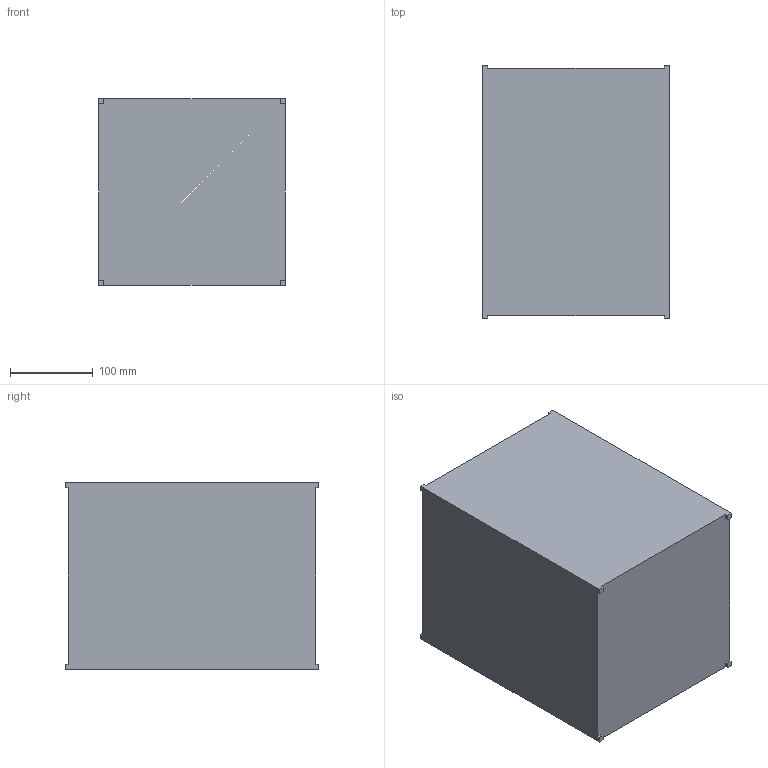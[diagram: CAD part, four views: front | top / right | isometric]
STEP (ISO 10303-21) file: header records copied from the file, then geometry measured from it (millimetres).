
FILE_DESCRIPTION (( 'STEP AP214' ), '1' );
FILE_NAME ('U12cubesat_body.STEP', '2021-11-08T17:06:31', ( '' ), ( '' ), 'SwSTEP 2.0', 'SolidWorks 2021', '' );
FILE_SCHEMA (( 'AUTOMOTIVE_DESIGN' ));
Length unit declared in the file: millimetre
Products named in the file (1): U12cubesat_body
Bounding box: 226.3 x 306.6 x 226.3 mm (x, y, z)
Volume: 15364622.4 mm3; surface area: 374669.8 mm2
Topology: 1 solids, 1 shells, 30 faces, 84 edges, 56 vertices
Faces by surface type: plane 30
Entity records: 982 total; most frequent: CARTESIAN_POINT 171, ORIENTED_EDGE 168, DIRECTION 146, VECTOR 84, EDGE_CURVE 84, LINE 84, VERTEX_POINT 56, AXIS2_PLACEMENT_3D 31
